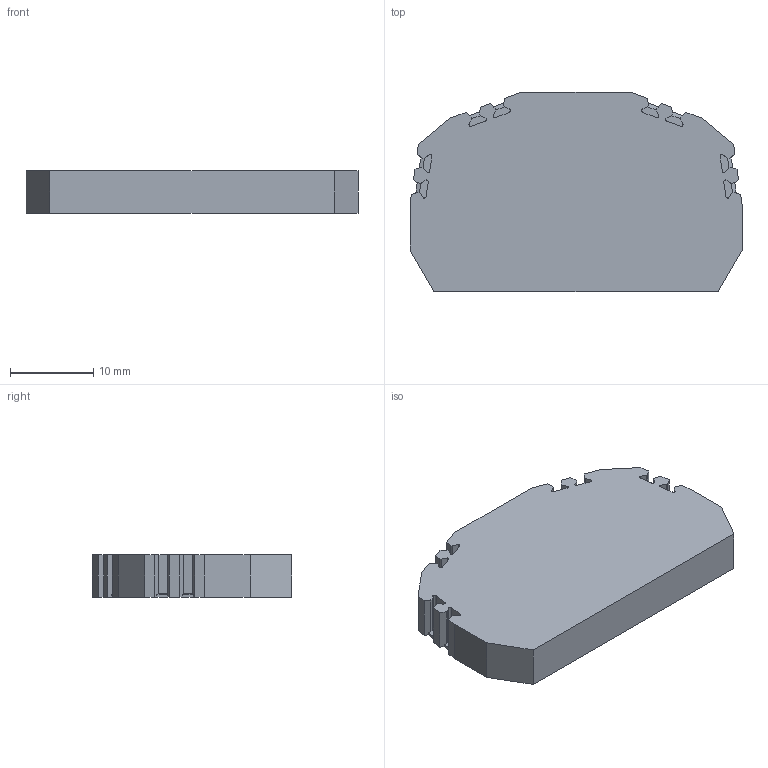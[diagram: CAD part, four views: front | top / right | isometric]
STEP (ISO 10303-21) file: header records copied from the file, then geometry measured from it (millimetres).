
FILE_DESCRIPTION(/* description */ (''),/* implementation_level */ '2;1');
FILE_NAME(/* name */ '3758_2_ZAP_SR_RC.stp',/* time_stamp */ '2024-03-06T15:10:26+01:00',/* author */ (''),/* organization */ (''),/* preprocessor_version */ 'ST-DEVELOPER v19.3',/* originating_system */ 'SIEMENS PLM Software NX2212.1700',/* authorisation */ '');
FILE_SCHEMA (('AUTOMOTIVE_DESIGN { 1 0 10303 214 3 1 1 1 }'));
Length unit declared in the file: millimetre
Products named in the file (1): 3758_2_ZAP_SR_RC
Bounding box: 40 x 24 x 5.1 mm (x, y, z)
Volume: 4293.1 mm3; surface area: 2454 mm2
Topology: 1 solids, 1 shells, 134 faces, 380 edges, 248 vertices
Faces by surface type: plane 118, cylinder 16
Entity records: 4348 total; most frequent: CARTESIAN_POINT 931, ORIENTED_EDGE 760, DIRECTION 626, EDGE_CURVE 380, LINE 292, VECTOR 292, VERTEX_POINT 248, AXIS2_PLACEMENT_3D 167
